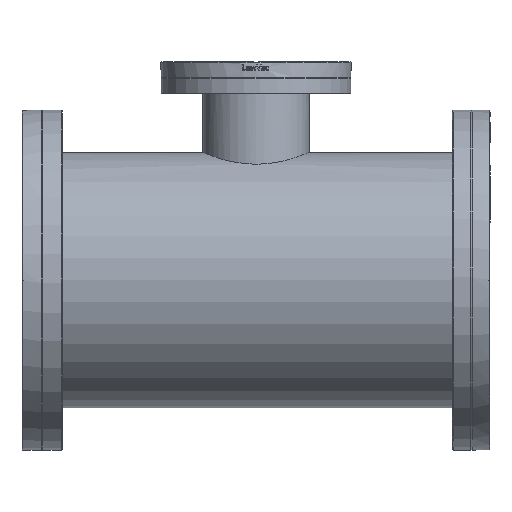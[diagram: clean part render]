
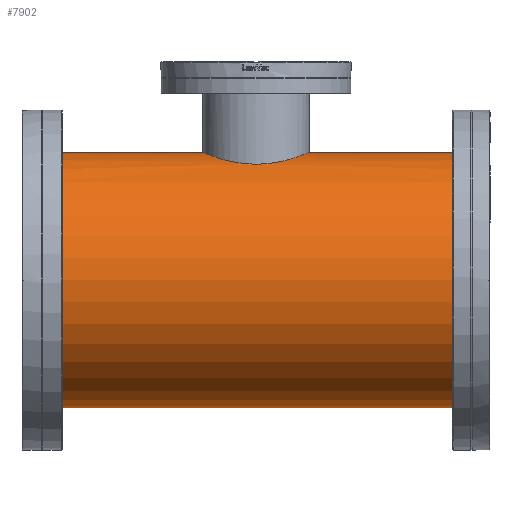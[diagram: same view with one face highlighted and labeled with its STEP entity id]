
A CAD part, left-side view. The second image highlights one B-rep face of the part: STEP entity #7902.
In plain terms, the highlighted cylindrical face has radius 76.2 mm (diameter 152.4 mm), a full revolution.
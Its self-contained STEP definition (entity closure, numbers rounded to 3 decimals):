
#1106=B_SPLINE_CURVE_WITH_KNOTS('',3,(#36645,#36646,#36647,#36648,#36649,
#36650,#36651,#36652,#36653,#36654,#36655,#36656,#36657,#36658,#36659,#36660,
#36661,#36662,#36663,#36664,#36665,#36666,#36667,#36668,#36669,#36670,#36671,
#36672,#36673,#36674,#36675,#36676,#36677,#36678),.UNSPECIFIED.,.F.,.F.,
(4,2,2,2,2,2,2,2,2,2,2,2,2,2,2,2,4),(4.849,5.455,
6.06,6.666,7.272,7.878,8.485,
9.091,9.698,10.304,10.911,11.517,
12.124,12.729,13.335,13.941,14.547),
 .UNSPECIFIED.);
#1107=B_SPLINE_CURVE_WITH_KNOTS('',3,(#36679,#36680,#36681,#36682,#36683,
#36684,#36685,#36686,#36687,#36688,#36689,#36690,#36691,#36692,#36693,#36694,
#36695,#36696,#36697,#36698,#36699,#36700,#36701,#36702,#36703,#36704,#36705,
#36706,#36707,#36708,#36709,#36710,#36711,#36712,#36713),.UNSPECIFIED.,
 .F.,.F.,(4,2,2,2,2,2,2,2,3,2,2,2,2,2,2,2,4),(14.547,15.152,
15.758,16.364,16.97,17.576,18.183,
18.789,19.396,20.002,20.608,21.215,
21.821,22.427,23.033,23.639,24.244),
 .UNSPECIFIED.);
#1275=CYLINDRICAL_SURFACE('',#8782,76.2);
#1666=FACE_BOUND('',#2831,.T.);
#1667=FACE_BOUND('',#2832,.T.);
#2087=FACE_OUTER_BOUND('',#2830,.T.);
#2830=EDGE_LOOP('',(#6785));
#2831=EDGE_LOOP('',(#6786));
#2832=EDGE_LOOP('',(#6787,#6788));
#3369=CIRCLE('',#8783,76.2);
#3370=CIRCLE('',#8784,76.2);
#4034=VERTEX_POINT('',#36643);
#4035=VERTEX_POINT('',#36644);
#4038=VERTEX_POINT('',#36720);
#4039=VERTEX_POINT('',#36722);
#5000=EDGE_CURVE('',#4034,#4035,#1106,.T.);
#5001=EDGE_CURVE('',#4035,#4034,#1107,.T.);
#5004=EDGE_CURVE('',#4038,#4038,#3369,.T.);
#5005=EDGE_CURVE('',#4039,#4039,#3370,.T.);
#6785=ORIENTED_EDGE('',*,*,#5004,.F.);
#6786=ORIENTED_EDGE('',*,*,#5005,.F.);
#6787=ORIENTED_EDGE('',*,*,#5000,.T.);
#6788=ORIENTED_EDGE('',*,*,#5001,.T.);
#7902=ADVANCED_FACE('',(#2087,#1666,#1667),#1275,.T.);
#8782=AXIS2_PLACEMENT_3D('',#36719,#10369,#10370);
#8783=AXIS2_PLACEMENT_3D('',#36721,#10371,#10372);
#8784=AXIS2_PLACEMENT_3D('',#36723,#10373,#10374);
#10369=DIRECTION('center_axis',(0.,0.,1.));
#10370=DIRECTION('ref_axis',(-1.,0.,0.));
#10371=DIRECTION('center_axis',(0.,0.,-1.));
#10372=DIRECTION('ref_axis',(-1.,0.,0.));
#10373=DIRECTION('center_axis',(0.,0.,1.));
#10374=DIRECTION('ref_axis',(-1.,0.,0.));
#36643=CARTESIAN_POINT('',(0.,76.2,158.75));
#36644=CARTESIAN_POINT('',(0.,76.2,95.25));
#36645=CARTESIAN_POINT('Ctrl Pts',(0.,76.2,158.75));
#36646=CARTESIAN_POINT('Ctrl Pts',(-2.019,76.2,158.75));
#36647=CARTESIAN_POINT('Ctrl Pts',(-4.1,76.118,158.554));
#36648=CARTESIAN_POINT('Ctrl Pts',(-8.223,75.783,157.739));
#36649=CARTESIAN_POINT('Ctrl Pts',(-10.266,75.531,157.119));
#36650=CARTESIAN_POINT('Ctrl Pts',(-14.17,74.897,155.491));
#36651=CARTESIAN_POINT('Ctrl Pts',(-16.036,74.515,154.481));
#36652=CARTESIAN_POINT('Ctrl Pts',(-19.478,73.69,152.159));
#36653=CARTESIAN_POINT('Ctrl Pts',(-21.056,73.248,150.846));
#36654=CARTESIAN_POINT('Ctrl Pts',(-23.847,72.387,148.054));
#36655=CARTESIAN_POINT('Ctrl Pts',(-25.161,71.937,146.476));
#36656=CARTESIAN_POINT('Ctrl Pts',(-27.483,71.082,143.034));
#36657=CARTESIAN_POINT('Ctrl Pts',(-28.491,70.679,141.17));
#36658=CARTESIAN_POINT('Ctrl Pts',(-30.118,70.001,137.267));
#36659=CARTESIAN_POINT('Ctrl Pts',(-30.738,69.727,135.226));
#36660=CARTESIAN_POINT('Ctrl Pts',(-31.554,69.361,131.103));
#36661=CARTESIAN_POINT('Ctrl Pts',(-31.75,69.27,129.022));
#36662=CARTESIAN_POINT('Ctrl Pts',(-31.75,69.27,124.978));
#36663=CARTESIAN_POINT('Ctrl Pts',(-31.554,69.361,122.897));
#36664=CARTESIAN_POINT('Ctrl Pts',(-30.738,69.727,118.774));
#36665=CARTESIAN_POINT('Ctrl Pts',(-30.118,70.001,116.733));
#36666=CARTESIAN_POINT('Ctrl Pts',(-28.491,70.679,112.83));
#36667=CARTESIAN_POINT('Ctrl Pts',(-27.483,71.082,110.966));
#36668=CARTESIAN_POINT('Ctrl Pts',(-25.161,71.937,107.524));
#36669=CARTESIAN_POINT('Ctrl Pts',(-23.847,72.387,105.946));
#36670=CARTESIAN_POINT('Ctrl Pts',(-21.056,73.248,103.154));
#36671=CARTESIAN_POINT('Ctrl Pts',(-19.478,73.69,101.841));
#36672=CARTESIAN_POINT('Ctrl Pts',(-16.036,74.515,99.519));
#36673=CARTESIAN_POINT('Ctrl Pts',(-14.17,74.897,98.509));
#36674=CARTESIAN_POINT('Ctrl Pts',(-10.266,75.531,96.881));
#36675=CARTESIAN_POINT('Ctrl Pts',(-8.223,75.783,96.261));
#36676=CARTESIAN_POINT('Ctrl Pts',(-4.1,76.118,95.446));
#36677=CARTESIAN_POINT('Ctrl Pts',(-2.019,76.2,95.25));
#36678=CARTESIAN_POINT('Ctrl Pts',(0.,76.2,95.25));
#36679=CARTESIAN_POINT('Ctrl Pts',(0.,76.2,95.25));
#36680=CARTESIAN_POINT('Ctrl Pts',(2.019,76.2,95.25));
#36681=CARTESIAN_POINT('Ctrl Pts',(4.1,76.118,95.446));
#36682=CARTESIAN_POINT('Ctrl Pts',(8.223,75.783,96.261));
#36683=CARTESIAN_POINT('Ctrl Pts',(10.266,75.531,96.881));
#36684=CARTESIAN_POINT('Ctrl Pts',(14.17,74.897,98.509));
#36685=CARTESIAN_POINT('Ctrl Pts',(16.036,74.515,99.519));
#36686=CARTESIAN_POINT('Ctrl Pts',(19.478,73.69,101.841));
#36687=CARTESIAN_POINT('Ctrl Pts',(21.056,73.248,103.154));
#36688=CARTESIAN_POINT('Ctrl Pts',(23.847,72.387,105.946));
#36689=CARTESIAN_POINT('Ctrl Pts',(25.161,71.937,107.524));
#36690=CARTESIAN_POINT('Ctrl Pts',(27.483,71.082,110.966));
#36691=CARTESIAN_POINT('Ctrl Pts',(28.491,70.679,112.83));
#36692=CARTESIAN_POINT('Ctrl Pts',(30.118,70.001,116.733));
#36693=CARTESIAN_POINT('Ctrl Pts',(30.738,69.727,118.774));
#36694=CARTESIAN_POINT('Ctrl Pts',(31.554,69.361,122.897));
#36695=CARTESIAN_POINT('Ctrl Pts',(31.75,69.27,124.978));
#36696=CARTESIAN_POINT('Ctrl Pts',(31.75,69.27,127.));
#36697=CARTESIAN_POINT('Ctrl Pts',(31.75,69.27,129.022));
#36698=CARTESIAN_POINT('Ctrl Pts',(31.554,69.361,131.103));
#36699=CARTESIAN_POINT('Ctrl Pts',(30.738,69.727,135.226));
#36700=CARTESIAN_POINT('Ctrl Pts',(30.118,70.001,137.267));
#36701=CARTESIAN_POINT('Ctrl Pts',(28.491,70.679,141.17));
#36702=CARTESIAN_POINT('Ctrl Pts',(27.483,71.082,143.034));
#36703=CARTESIAN_POINT('Ctrl Pts',(25.161,71.937,146.476));
#36704=CARTESIAN_POINT('Ctrl Pts',(23.847,72.387,148.054));
#36705=CARTESIAN_POINT('Ctrl Pts',(21.056,73.248,150.846));
#36706=CARTESIAN_POINT('Ctrl Pts',(19.478,73.69,152.159));
#36707=CARTESIAN_POINT('Ctrl Pts',(16.036,74.515,154.481));
#36708=CARTESIAN_POINT('Ctrl Pts',(14.17,74.897,155.491));
#36709=CARTESIAN_POINT('Ctrl Pts',(10.266,75.531,157.119));
#36710=CARTESIAN_POINT('Ctrl Pts',(8.223,75.783,157.739));
#36711=CARTESIAN_POINT('Ctrl Pts',(4.1,76.118,158.554));
#36712=CARTESIAN_POINT('Ctrl Pts',(2.019,76.2,158.75));
#36713=CARTESIAN_POINT('Ctrl Pts',(0.,76.2,158.75));
#36719=CARTESIAN_POINT('Origin',(0.,0.,0.));
#36720=CARTESIAN_POINT('',(76.2,0.,0.));
#36721=CARTESIAN_POINT('Origin',(0.,0.,0.));
#36722=CARTESIAN_POINT('',(76.2,0.,254.));
#36723=CARTESIAN_POINT('Origin',(0.,0.,254.));
